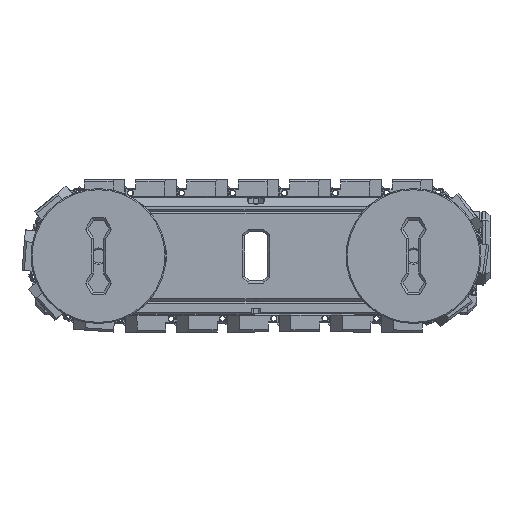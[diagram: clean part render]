
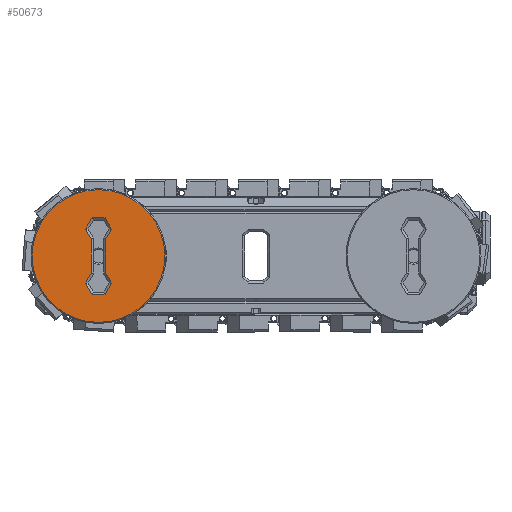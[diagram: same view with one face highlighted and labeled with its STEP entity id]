
A CAD part, front view. The second image highlights one B-rep face of the part: STEP entity #50673.
In plain terms, the highlighted face is planar.
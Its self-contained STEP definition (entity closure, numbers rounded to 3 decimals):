
#1124=FACE_BOUND('',#7067,.T.);
#1706=CIRCLE('',#54353,29.5);
#3891=FACE_OUTER_BOUND('',#7066,.T.);
#7066=EDGE_LOOP('',(#41964));
#7067=EDGE_LOOP('',(#41965,#41966,#41967,#41968,#41969,#41970,#41971,#41972,
#41973,#41974,#41975,#41976));
#12372=LINE('',#79072,#18720);
#12376=LINE('',#79081,#18724);
#12379=LINE('',#79086,#18727);
#12381=LINE('',#79090,#18729);
#12383=LINE('',#79094,#18731);
#12385=LINE('',#79098,#18733);
#12388=LINE('',#79103,#18736);
#12391=LINE('',#79109,#18739);
#12394=LINE('',#79115,#18742);
#12397=LINE('',#79121,#18745);
#12399=LINE('',#79124,#18747);
#12400=LINE('',#79126,#18748);
#18720=VECTOR('',#64916,10.);
#18724=VECTOR('',#64922,10.);
#18727=VECTOR('',#64927,10.);
#18729=VECTOR('',#64931,10.);
#18731=VECTOR('',#64935,10.);
#18733=VECTOR('',#64939,10.);
#18736=VECTOR('',#64944,10.);
#18739=VECTOR('',#64949,10.);
#18742=VECTOR('',#64954,10.);
#18745=VECTOR('',#64959,10.);
#18747=VECTOR('',#64963,10.);
#18748=VECTOR('',#64966,10.);
#23677=VERTEX_POINT('',#79070);
#23678=VERTEX_POINT('',#79071);
#23681=VERTEX_POINT('',#79079);
#23682=VERTEX_POINT('',#79080);
#23683=VERTEX_POINT('',#79085);
#23684=VERTEX_POINT('',#79089);
#23685=VERTEX_POINT('',#79093);
#23686=VERTEX_POINT('',#79097);
#23687=VERTEX_POINT('',#79101);
#23689=VERTEX_POINT('',#79107);
#23691=VERTEX_POINT('',#79113);
#23693=VERTEX_POINT('',#79119);
#23694=VERTEX_POINT('',#79139);
#29921=EDGE_CURVE('',#23677,#23678,#12372,.T.);
#29925=EDGE_CURVE('',#23681,#23682,#12376,.T.);
#29928=EDGE_CURVE('',#23682,#23683,#12379,.T.);
#29930=EDGE_CURVE('',#23683,#23684,#12381,.T.);
#29932=EDGE_CURVE('',#23684,#23685,#12383,.T.);
#29934=EDGE_CURVE('',#23685,#23686,#12385,.T.);
#29937=EDGE_CURVE('',#23686,#23687,#12388,.T.);
#29940=EDGE_CURVE('',#23687,#23689,#12391,.T.);
#29943=EDGE_CURVE('',#23689,#23691,#12394,.T.);
#29946=EDGE_CURVE('',#23691,#23693,#12397,.T.);
#29948=EDGE_CURVE('',#23693,#23677,#12399,.T.);
#29949=EDGE_CURVE('',#23678,#23681,#12400,.T.);
#29956=EDGE_CURVE('',#23694,#23694,#1706,.T.);
#41964=ORIENTED_EDGE('',*,*,#29956,.T.);
#41965=ORIENTED_EDGE('',*,*,#29925,.T.);
#41966=ORIENTED_EDGE('',*,*,#29928,.T.);
#41967=ORIENTED_EDGE('',*,*,#29930,.T.);
#41968=ORIENTED_EDGE('',*,*,#29932,.T.);
#41969=ORIENTED_EDGE('',*,*,#29934,.T.);
#41970=ORIENTED_EDGE('',*,*,#29937,.T.);
#41971=ORIENTED_EDGE('',*,*,#29940,.T.);
#41972=ORIENTED_EDGE('',*,*,#29943,.T.);
#41973=ORIENTED_EDGE('',*,*,#29946,.T.);
#41974=ORIENTED_EDGE('',*,*,#29948,.T.);
#41975=ORIENTED_EDGE('',*,*,#29921,.T.);
#41976=ORIENTED_EDGE('',*,*,#29949,.T.);
#47865=PLANE('',#54352);
#50673=ADVANCED_FACE('',(#3891,#1124),#47865,.T.);
#54352=AXIS2_PLACEMENT_3D('',#79138,#64983,#64984);
#54353=AXIS2_PLACEMENT_3D('',#79140,#64985,#64986);
#64916=DIRECTION('',(0.,-1.,0.));
#64922=DIRECTION('',(-0.5,-0.866,0.));
#64927=DIRECTION('',(-1.,0.,0.));
#64931=DIRECTION('',(-0.5,0.866,0.));
#64935=DIRECTION('',(0.5,0.866,0.));
#64939=DIRECTION('',(0.,1.,0.));
#64944=DIRECTION('',(-0.5,0.866,0.));
#64949=DIRECTION('',(0.5,0.866,0.));
#64954=DIRECTION('',(1.,0.,0.));
#64959=DIRECTION('',(0.5,-0.866,0.));
#64963=DIRECTION('',(-0.5,-0.866,0.));
#64966=DIRECTION('',(0.5,-0.866,0.));
#64983=DIRECTION('center_axis',(0.,0.,1.));
#64984=DIRECTION('ref_axis',(1.,0.,0.));
#64985=DIRECTION('center_axis',(0.,0.,1.));
#64986=DIRECTION('ref_axis',(1.,0.,0.));
#79070=CARTESIAN_POINT('',(3.309,7.732,0.));
#79071=CARTESIAN_POINT('',(3.309,-7.732,0.));
#79072=CARTESIAN_POINT('',(3.309,-4.,0.));
#79079=CARTESIAN_POINT('',(5.774,-12.,0.));
#79080=CARTESIAN_POINT('',(2.887,-17.,0.));
#79081=CARTESIAN_POINT('',(6.351,-11.,0.));
#79085=CARTESIAN_POINT('',(-2.887,-17.,0.));
#79086=CARTESIAN_POINT('',(-1.155,-17.,0.));
#79089=CARTESIAN_POINT('',(-5.774,-12.,0.));
#79090=CARTESIAN_POINT('',(-7.506,-9.,0.));
#79093=CARTESIAN_POINT('',(-3.309,-7.732,0.));
#79094=CARTESIAN_POINT('',(-1.155,-4.,0.));
#79097=CARTESIAN_POINT('',(-3.309,7.732,0.));
#79098=CARTESIAN_POINT('',(-3.309,4.,0.));
#79101=CARTESIAN_POINT('',(-5.774,12.,0.));
#79103=CARTESIAN_POINT('',(-2.309,6.,0.));
#79107=CARTESIAN_POINT('',(-2.887,17.,0.));
#79109=CARTESIAN_POINT('',(-6.351,11.,0.));
#79113=CARTESIAN_POINT('',(2.887,17.,0.));
#79115=CARTESIAN_POINT('',(1.155,17.,0.));
#79119=CARTESIAN_POINT('',(5.774,12.,0.));
#79121=CARTESIAN_POINT('',(7.506,9.,0.));
#79124=CARTESIAN_POINT('',(1.155,4.,0.));
#79126=CARTESIAN_POINT('',(2.309,-6.,0.));
#79138=CARTESIAN_POINT('Origin',(0.,0.,0.));
#79139=CARTESIAN_POINT('',(-29.5,0.,0.));
#79140=CARTESIAN_POINT('Origin',(0.,0.,0.));
